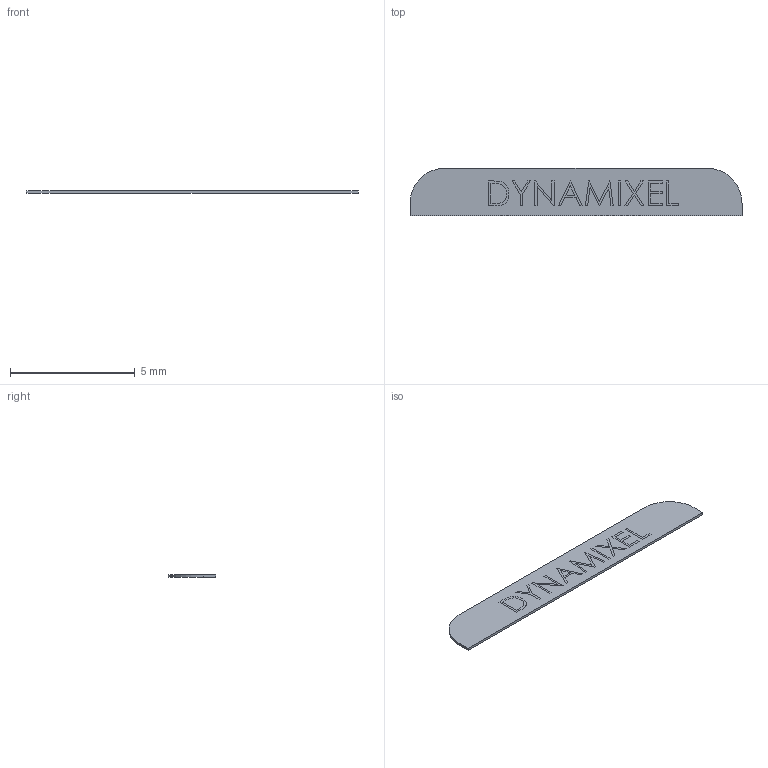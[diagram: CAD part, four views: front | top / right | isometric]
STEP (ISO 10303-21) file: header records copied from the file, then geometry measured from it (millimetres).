
FILE_DESCRIPTION (( 'STEP AP203' ), '1' );
FILE_NAME ('Part 3.step_Default_sldprt.STEP', '2023-05-13T05:59:09', ( '' ), ( '' ), 'SwSTEP 2.0', 'SolidWorks 2022', '' );
FILE_SCHEMA (( 'CONFIG_CONTROL_DESIGN' ));
Length unit declared in the file: millimetre
Products named in the file (1): Part 3.step_Default_sldprt
Bounding box: 13.3 x 1.9 x 0.1 mm (x, y, z)
Volume: 2.4 mm3; surface area: 51.8 mm2
Topology: 1 solids, 1 shells, 19 faces, 108 edges, 102 vertices
Faces by surface type: plane 17, cylinder 2
Entity records: 1287 total; most frequent: CARTESIAN_POINT 310, ORIENTED_EDGE 216, DIRECTION 145, EDGE_CURVE 108, VERTEX_POINT 102, LINE 97, VECTOR 97, EDGE_LOOP 30
